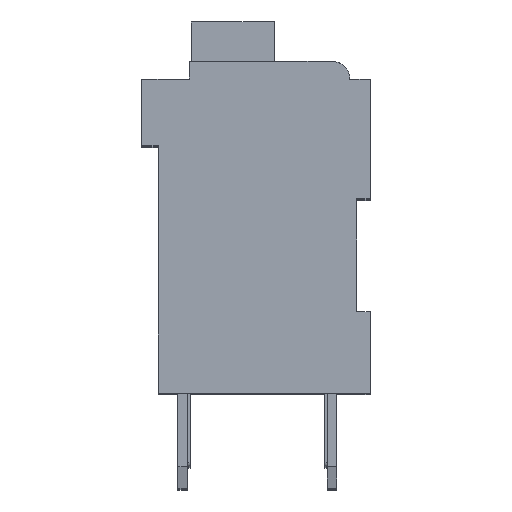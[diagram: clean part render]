
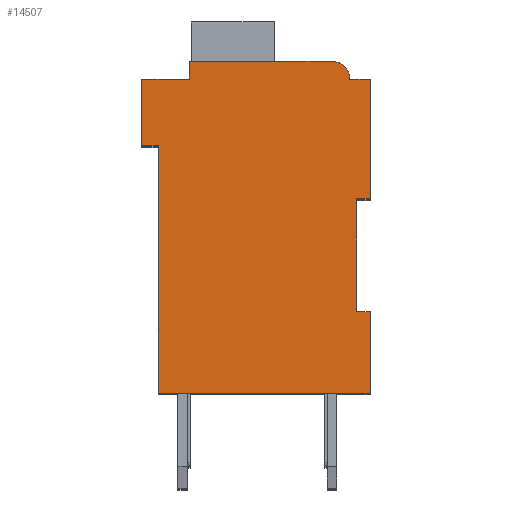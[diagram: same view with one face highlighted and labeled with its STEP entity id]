
A CAD part, top view. The second image highlights one B-rep face of the part: STEP entity #14507.
In plain terms, the highlighted planar face has unit normal (0, 0, 1).
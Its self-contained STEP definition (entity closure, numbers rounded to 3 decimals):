
#2396=DIRECTION('',(1.,0.,0.));
#2397=VECTOR('',#2396,0.5);
#2398=CARTESIAN_POINT('',(7.3,7.15,2.1));
#2399=LINE('',#2398,#2397);
#2400=DIRECTION('',(0.,1.,0.));
#2401=VECTOR('',#2400,4.15);
#2402=CARTESIAN_POINT('',(7.3,3.,2.1));
#2403=LINE('',#2402,#2401);
#2404=DIRECTION('',(-1.,0.,0.));
#2405=VECTOR('',#2404,0.5);
#2406=CARTESIAN_POINT('',(7.8,3.,2.1));
#2407=LINE('',#2406,#2405);
#2408=DIRECTION('',(0.,1.,0.));
#2409=VECTOR('',#2408,3.);
#2410=CARTESIAN_POINT('',(7.8,0.,2.1));
#2411=LINE('',#2410,#2409);
#2412=DIRECTION('',(1.,0.,0.));
#2413=VECTOR('',#2412,7.8);
#2414=CARTESIAN_POINT('',(0.,0.,2.1));
#2415=LINE('',#2414,#2413);
#2416=DIRECTION('',(0.,-1.,0.));
#2417=VECTOR('',#2416,9.1);
#2418=CARTESIAN_POINT('',(0.,9.1,2.1));
#2419=LINE('',#2418,#2417);
#2420=DIRECTION('',(1.,0.,0.));
#2421=VECTOR('',#2420,0.6);
#2422=CARTESIAN_POINT('',(-0.6,9.1,2.1));
#2423=LINE('',#2422,#2421);
#2424=DIRECTION('',(0.,-1.,0.));
#2425=VECTOR('',#2424,2.45);
#2426=CARTESIAN_POINT('',(-0.6,11.55,2.1));
#2427=LINE('',#2426,#2425);
#2428=DIRECTION('',(-1.,0.,0.));
#2429=VECTOR('',#2428,1.75);
#2430=CARTESIAN_POINT('',(1.15,11.55,2.1));
#2431=LINE('',#2430,#2429);
#2432=DIRECTION('',(0.,-1.,0.));
#2433=VECTOR('',#2432,0.65);
#2434=CARTESIAN_POINT('',(1.15,12.2,2.1));
#2435=LINE('',#2434,#2433);
#2436=DIRECTION('',(-1.,0.,0.));
#2437=VECTOR('',#2436,5.25);
#2438=CARTESIAN_POINT('',(6.4,12.2,2.1));
#2439=LINE('',#2438,#2437);
#2440=CARTESIAN_POINT('',(6.4,11.55,2.1));
#2441=DIRECTION('',(0.,0.,1.));
#2442=DIRECTION('',(1.,0.,0.));
#2443=AXIS2_PLACEMENT_3D('',#2440,#2441,#2442);
#2445=DIRECTION('',(-1.,0.,0.));
#2446=VECTOR('',#2445,0.75);
#2447=CARTESIAN_POINT('',(7.8,11.55,2.1));
#2448=LINE('',#2447,#2446);
#2449=DIRECTION('',(0.,1.,0.));
#2450=VECTOR('',#2449,4.4);
#2451=CARTESIAN_POINT('',(7.8,7.15,2.1));
#2452=LINE('',#2451,#2450);
#9411=CARTESIAN_POINT('',(7.3,7.15,2.1));
#9412=CARTESIAN_POINT('',(7.8,7.15,2.1));
#9413=VERTEX_POINT('',#9411);
#9414=VERTEX_POINT('',#9412);
#9415=CARTESIAN_POINT('',(7.8,11.55,2.1));
#9416=VERTEX_POINT('',#9415);
#9417=CARTESIAN_POINT('',(7.05,11.55,2.1));
#9418=VERTEX_POINT('',#9417);
#9419=CARTESIAN_POINT('',(6.4,12.2,2.1));
#9420=VERTEX_POINT('',#9419);
#9421=CARTESIAN_POINT('',(1.15,12.2,2.1));
#9422=VERTEX_POINT('',#9421);
#9423=CARTESIAN_POINT('',(1.15,11.55,2.1));
#9424=VERTEX_POINT('',#9423);
#9425=CARTESIAN_POINT('',(-0.6,11.55,2.1));
#9426=VERTEX_POINT('',#9425);
#9427=CARTESIAN_POINT('',(-0.6,9.1,2.1));
#9428=VERTEX_POINT('',#9427);
#9429=CARTESIAN_POINT('',(0.,9.1,2.1));
#9430=VERTEX_POINT('',#9429);
#9431=CARTESIAN_POINT('',(0.,0.,2.1));
#9432=VERTEX_POINT('',#9431);
#9433=CARTESIAN_POINT('',(7.8,0.,2.1));
#9434=VERTEX_POINT('',#9433);
#9435=CARTESIAN_POINT('',(7.8,3.,2.1));
#9436=VERTEX_POINT('',#9435);
#9437=CARTESIAN_POINT('',(7.3,3.,2.1));
#9438=VERTEX_POINT('',#9437);
#14483=CARTESIAN_POINT('',(0.,0.,2.1));
#14484=DIRECTION('',(0.,0.,1.));
#14485=DIRECTION('',(1.,0.,0.));
#14486=AXIS2_PLACEMENT_3D('',#14483,#14484,#14485);
#14487=PLANE('',#14486);
#14488=ORIENTED_EDGE('',*,*,#12364,.F.);
#14489=ORIENTED_EDGE('',*,*,#12857,.F.);
#14491=ORIENTED_EDGE('',*,*,#14490,.F.);
#14493=ORIENTED_EDGE('',*,*,#14492,.F.);
#14495=ORIENTED_EDGE('',*,*,#14494,.F.);
#14496=ORIENTED_EDGE('',*,*,#13034,.F.);
#14497=ORIENTED_EDGE('',*,*,#13138,.F.);
#14498=ORIENTED_EDGE('',*,*,#13322,.F.);
#14499=ORIENTED_EDGE('',*,*,#13511,.F.);
#14500=ORIENTED_EDGE('',*,*,#13580,.F.);
#14501=ORIENTED_EDGE('',*,*,#13880,.F.);
#14502=ORIENTED_EDGE('',*,*,#14313,.F.);
#14503=ORIENTED_EDGE('',*,*,#14209,.F.);
#14504=ORIENTED_EDGE('',*,*,#12633,.F.);
#14505=EDGE_LOOP('',(#14488,#14489,#14491,#14493,#14495,#14496,#14497,#14498,
#14499,#14500,#14501,#14502,#14503,#14504));
#14506=FACE_OUTER_BOUND('',#14505,.F.);
#2444=CIRCLE('',#2443,0.65);
#12364=EDGE_CURVE('',#9413,#9414,#2399,.T.);
#12633=EDGE_CURVE('',#9414,#9416,#2452,.T.);
#12857=EDGE_CURVE('',#9438,#9413,#2403,.T.);
#13034=EDGE_CURVE('',#9430,#9432,#2419,.T.);
#13138=EDGE_CURVE('',#9428,#9430,#2423,.T.);
#13322=EDGE_CURVE('',#9426,#9428,#2427,.T.);
#13511=EDGE_CURVE('',#9424,#9426,#2431,.T.);
#13580=EDGE_CURVE('',#9422,#9424,#2435,.T.);
#13880=EDGE_CURVE('',#9420,#9422,#2439,.T.);
#14209=EDGE_CURVE('',#9416,#9418,#2448,.T.);
#14313=EDGE_CURVE('',#9418,#9420,#2444,.T.);
#14490=EDGE_CURVE('',#9436,#9438,#2407,.T.);
#14492=EDGE_CURVE('',#9434,#9436,#2411,.T.);
#14494=EDGE_CURVE('',#9432,#9434,#2415,.T.);
#14507=ADVANCED_FACE('',(#14506),#14487,.T.);
